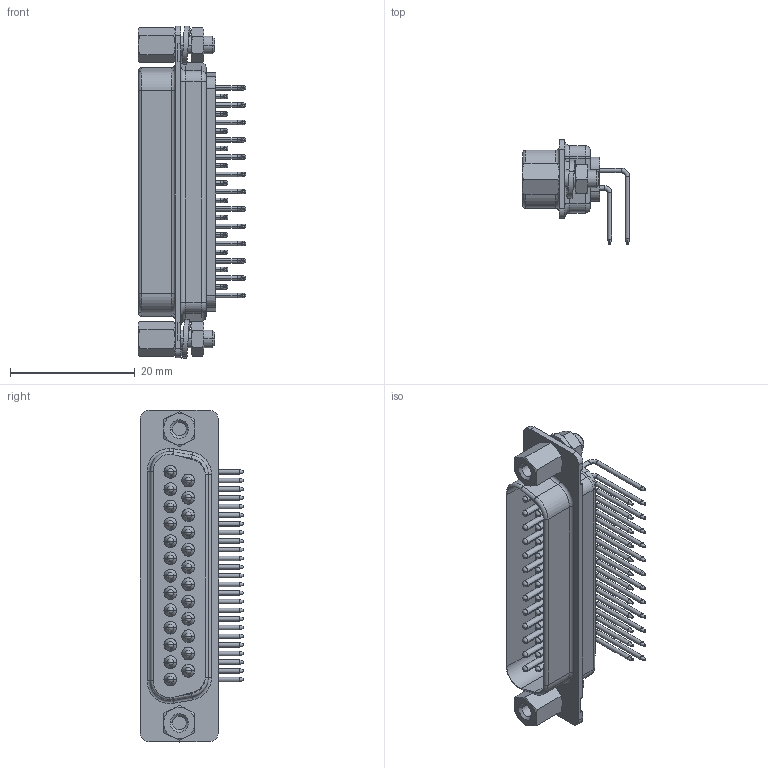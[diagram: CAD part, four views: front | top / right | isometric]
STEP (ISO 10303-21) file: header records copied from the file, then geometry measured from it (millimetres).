
FILE_DESCRIPTION(/* description */ ('Alibre Inc.'),/* implementation_level */ '2;1');
FILE_NAME(/* name */ 'export0',/* time_stamp */ '2014-06-24T12:41:08-07:00',/* author */ ('Accu-Glass_Products_Inc'),/* organization */ ('Accu-Glass_Products_Inc'),/* preprocessor_version */ 'ST-DEVELOPER v14',/* originating_systemAccu-Glass_Products_Inc */ 'Alibre',/* authorisation */ 'Accu-Glass_Products_Inc');
FILE_SCHEMA (('CONFIG_CONTROL_DESIGN'));
Length unit declared in the file: centimetre
Products named in the file (1): ID_1
Bounding box: 17.2 x 16.61 x 53.13 mm (x, y, z)
Volume: 3338.7 mm3; surface area: 5044.4 mm2
Topology: 3 solids, 3 shells, 865 faces, 2001 edges, 1228 vertices
Faces by surface type: cylinder 344, cone 210, plane 187, torus 70, sphere 50, bspline 4
Full cylindrical faces by diameter (mm): 0.711 x25
Entity records: 24551 total; most frequent: CARTESIAN_POINT 4751, DIRECTION 4294, ORIENTED_EDGE 3944, EDGE_CURVE 1968, AXIS2_PLACEMENT_3D 1912, VERTEX_POINT 1274, CIRCLE 1095, EDGE_LOOP 1034
